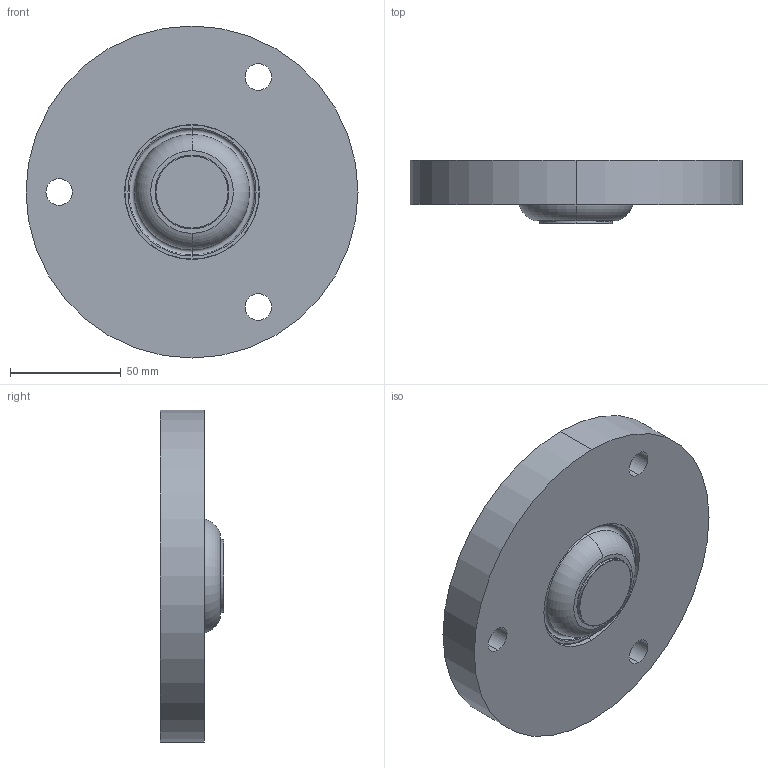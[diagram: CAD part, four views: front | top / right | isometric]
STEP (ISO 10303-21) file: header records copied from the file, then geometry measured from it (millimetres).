
FILE_DESCRIPTION (( 'STEP AP214' ), '1' );
FILE_NAME ('Moule supérieur V2.STEP', '2017-10-31T11:53:35', ( '' ), ( '' ), 'SwSTEP 2.0', 'SolidWorks 2014', '' );
FILE_SCHEMA (( 'AUTOMOTIVE_DESIGN' ));
Length unit declared in the file: millimetre
Products named in the file (1): Moule supérieur V2
Bounding box: 150 x 28.75 x 150 mm (x, y, z)
Volume: 358060 mm3; surface area: 48065.7 mm2
Topology: 1 solids, 1 shells, 29 faces, 62 edges, 38 vertices
Faces by surface type: torus 12, cylinder 12, plane 5
Entity records: 852 total; most frequent: DIRECTION 172, CARTESIAN_POINT 130, ORIENTED_EDGE 124, AXIS2_PLACEMENT_3D 80, EDGE_CURVE 62, CIRCLE 50, VERTEX_POINT 38, EDGE_LOOP 38
